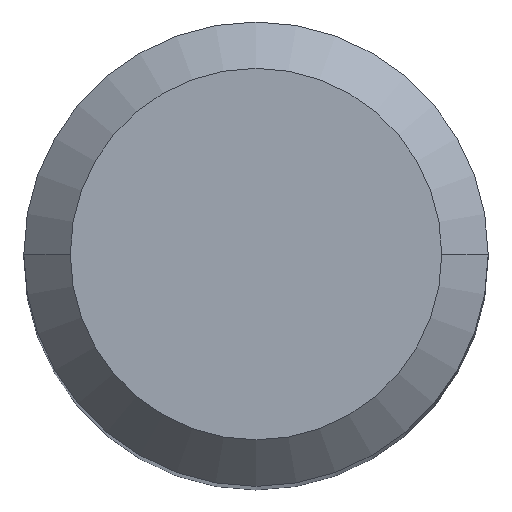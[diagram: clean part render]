
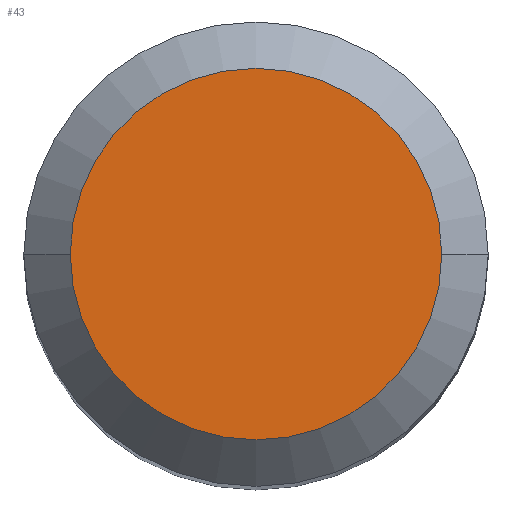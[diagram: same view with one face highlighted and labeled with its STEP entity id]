
A CAD part, top view. The second image highlights one B-rep face of the part: STEP entity #43.
In plain terms, the highlighted planar face has unit normal (0, 0, 1).
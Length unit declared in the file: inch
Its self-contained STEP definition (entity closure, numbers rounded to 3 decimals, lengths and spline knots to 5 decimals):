
#8 = DIRECTION ( 'NONE',  ( 0., 0., 1. ) ) ;
#9 = EDGE_CURVE ( 'NONE', #64, #11, #239, .T. ) ;
#11 = VERTEX_POINT ( 'NONE', #385 ) ;
#30 = EDGE_LOOP ( 'NONE', ( #381, #253 ) ) ;
#43 = ADVANCED_FACE ( 'NONE', ( #75 ), #261, .F. ) ;
#52 = CARTESIAN_POINT ( 'NONE',  ( 0., 0., 0. ) ) ;
#59 = CARTESIAN_POINT ( 'NONE',  ( -0.126, 0., 0. ) ) ;
#64 = VERTEX_POINT ( 'NONE', #59 ) ;
#75 = FACE_OUTER_BOUND ( 'NONE', #30, .T. ) ;
#79 = AXIS2_PLACEMENT_3D ( 'NONE', #52, #8, #158 ) ;
#84 = DIRECTION ( 'NONE',  ( 0., 0., -1. ) ) ;
#99 = CARTESIAN_POINT ( 'NONE',  ( 0., 0., 0. ) ) ;
#121 = AXIS2_PLACEMENT_3D ( 'NONE', #99, #84, #205 ) ;
#154 = CIRCLE ( 'NONE', #79, 0.126 ) ;
#158 = DIRECTION ( 'NONE',  ( 1., 0., 0. ) ) ;
#205 = DIRECTION ( 'NONE',  ( -1., 0., 0. ) ) ;
#239 = CIRCLE ( 'NONE', #409, 0.126 ) ;
#253 = ORIENTED_EDGE ( 'NONE', *, *, #408, .T. ) ;
#257 = DIRECTION ( 'NONE',  ( 1., 0., 0. ) ) ;
#261 = PLANE ( 'NONE',  #121 ) ;
#299 = DIRECTION ( 'NONE',  ( 0., 0., 1. ) ) ;
#381 = ORIENTED_EDGE ( 'NONE', *, *, #9, .T. ) ;
#385 = CARTESIAN_POINT ( 'NONE',  ( 0.126, 0., 0. ) ) ;
#408 = EDGE_CURVE ( 'NONE', #11, #64, #154, .T. ) ;
#409 = AXIS2_PLACEMENT_3D ( 'NONE', #486, #299, #257 ) ;
#486 = CARTESIAN_POINT ( 'NONE',  ( 0., 0., 0. ) ) ;
